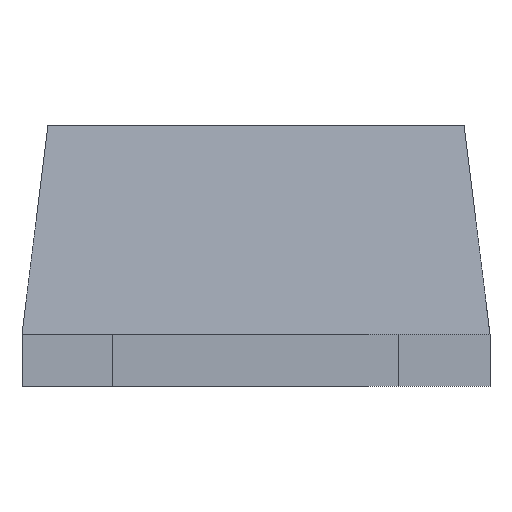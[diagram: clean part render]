
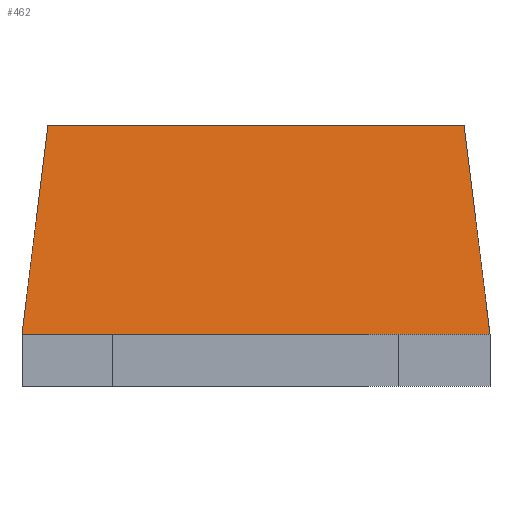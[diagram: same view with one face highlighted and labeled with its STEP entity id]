
A CAD part, left-side view. The second image highlights one B-rep face of the part: STEP entity #462.
In plain terms, the highlighted planar face has unit normal (-0.992, 0, 0.124).
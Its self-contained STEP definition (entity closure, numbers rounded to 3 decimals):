
#270=CARTESIAN_POINT('',(-1.45,-0.9,0.2));
#271=VERTEX_POINT('',#270);
#272=CARTESIAN_POINT('',(-1.35,-0.8,1.0));
#273=VERTEX_POINT('',#272);
#274=CARTESIAN_POINT('',(-1.45,-0.9,0.2));
#275=DIRECTION('',(0.123,0.123,0.985));
#276=VECTOR('',#275,0.812);
#277=LINE('',#274,#276);
#278=EDGE_CURVE('',#271,#273,#277,.T.);
#381=CARTESIAN_POINT('',(-1.35,0.8,1.0));
#382=VERTEX_POINT('',#381);
#383=CARTESIAN_POINT('',(-1.45,0.9,0.2));
#384=VERTEX_POINT('',#383);
#385=CARTESIAN_POINT('',(-1.35,0.8,1.0));
#386=DIRECTION('',(-0.123,0.123,-0.985));
#387=VECTOR('',#386,0.812);
#388=LINE('',#385,#387);
#389=EDGE_CURVE('',#382,#384,#388,.T.);
#425=CARTESIAN_POINT('',(-1.4,-0.45,0.6));
#426=DIRECTION('',(-0.992,0.,0.124));
#427=DIRECTION('',(0.124,0.0,0.992));
#428=AXIS2_PLACEMENT_3D('',#425,#426,#427);
#429=PLANE('',#428);
#430=ORIENTED_EDGE('',*,*,#389,.T.);
#431=CARTESIAN_POINT('',(-1.45,0.55,0.2));
#432=VERTEX_POINT('',#431);
#433=CARTESIAN_POINT('',(-1.45,0.9,0.2));
#434=DIRECTION('',(0.0,-1.0,0.0));
#435=VECTOR('',#434,0.35);
#436=LINE('',#433,#435);
#437=EDGE_CURVE('',#384,#432,#436,.T.);
#438=ORIENTED_EDGE('',*,*,#437,.T.);
#439=CARTESIAN_POINT('',(-1.45,-0.55,0.2));
#440=VERTEX_POINT('',#439);
#441=CARTESIAN_POINT('',(-1.45,0.55,0.2));
#442=DIRECTION('',(0.0,-1.0,0.0));
#443=VECTOR('',#442,1.1);
#444=LINE('',#441,#443);
#445=EDGE_CURVE('',#432,#440,#444,.T.);
#446=ORIENTED_EDGE('',*,*,#445,.T.);
#447=CARTESIAN_POINT('',(-1.45,-0.55,0.2));
#448=DIRECTION('',(0.0,-1.0,0.0));
#449=VECTOR('',#448,0.35);
#450=LINE('',#447,#449);
#451=EDGE_CURVE('',#440,#271,#450,.T.);
#452=ORIENTED_EDGE('',*,*,#451,.T.);
#453=ORIENTED_EDGE('',*,*,#278,.T.);
#454=CARTESIAN_POINT('',(-1.35,-0.8,1.0));
#455=DIRECTION('',(0.0,1.0,0.0));
#456=VECTOR('',#455,1.6);
#457=LINE('',#454,#456);
#458=EDGE_CURVE('',#273,#382,#457,.T.);
#459=ORIENTED_EDGE('',*,*,#458,.T.);
#460=EDGE_LOOP('',(#430,#438,#446,#452,#453,#459));
#461=FACE_OUTER_BOUND('',#460,.T.);
#462=ADVANCED_FACE('',(#461),#429,.T.);
